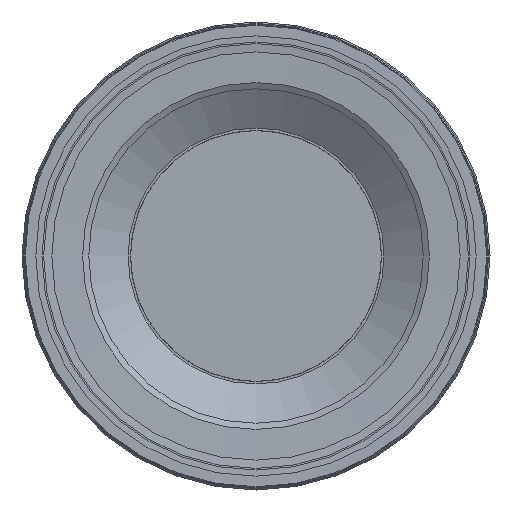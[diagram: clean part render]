
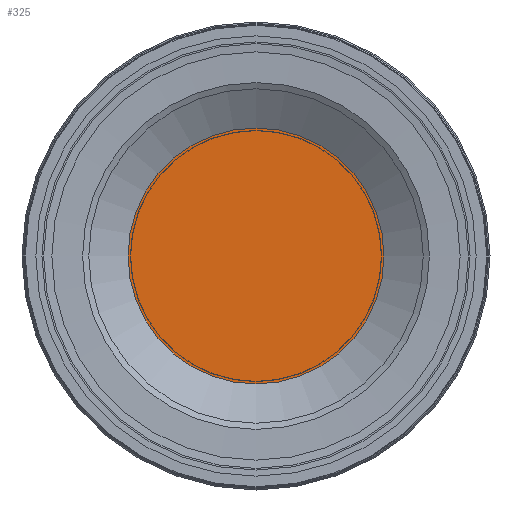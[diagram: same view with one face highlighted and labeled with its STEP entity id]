
A CAD part, left-side view. The second image highlights one B-rep face of the part: STEP entity #325.
In plain terms, the highlighted planar face has unit normal (-1, 0, 0).
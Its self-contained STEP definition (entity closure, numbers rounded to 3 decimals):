
#325=ADVANCED_FACE('',(#374),#372,.F.);
#372=PLANE('',#700);
#374=FACE_OUTER_BOUND('',#376,.T.);
#376=EDGE_LOOP('',(#468));
#468=ORIENTED_EDGE('',*,*,#606,.T.);
#560=VERTEX_POINT('',#983);
#606=EDGE_CURVE('',#560,#560,#652,.T.);
#652=CIRCLE('',#699,9.782);
#699=AXIS2_PLACEMENT_3D('',#982,#790,#791);
#700=AXIS2_PLACEMENT_3D('',#984,#792,#793);
#790=DIRECTION('',(-1.,0.,0.));
#791=DIRECTION('',(0.,-1.,0.));
#792=DIRECTION('',(1.,0.,0.));
#793=DIRECTION('',(0.,1.,0.));
#982=CARTESIAN_POINT('',(2.2,0.,0.));
#983=CARTESIAN_POINT('',(2.2,-9.782,0.));
#984=CARTESIAN_POINT('',(2.2,9.782,0.));
